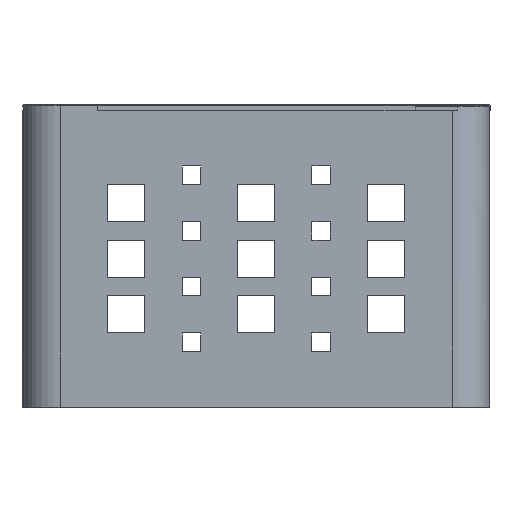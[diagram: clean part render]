
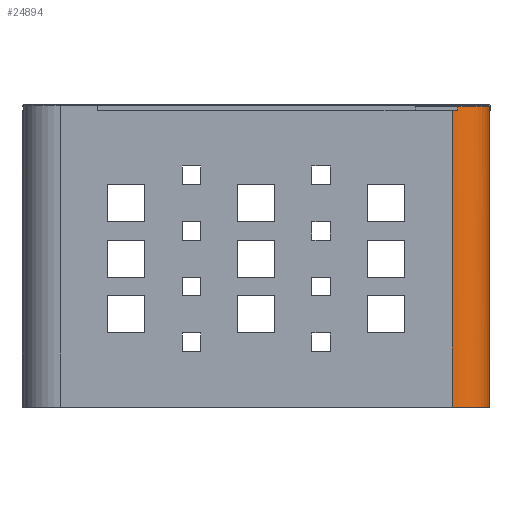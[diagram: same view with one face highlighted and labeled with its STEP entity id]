
A CAD part, front view. The second image highlights one B-rep face of the part: STEP entity #24894.
In plain terms, the highlighted cylindrical face has radius 10 mm (diameter 20 mm), a partial arc.
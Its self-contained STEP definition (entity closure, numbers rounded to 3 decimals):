
#25=CIRCLE('',#26055,10.);
#26=CIRCLE('',#26056,10.);
#27=CIRCLE('',#26057,10.);
#31=CYLINDRICAL_SURFACE('',#26054,10.);
#365=FACE_OUTER_BOUND('',#1554,.T.);
#1554=EDGE_LOOP('',(#16750,#16751,#16752,#16753,#16754,#16755));
#3321=LINE('',#33869,#6998);
#3322=LINE('',#33873,#6999);
#3323=LINE('',#33876,#7000);
#6998=VECTOR('',#27578,10.);
#6999=VECTOR('',#27581,10.);
#7000=VECTOR('',#27584,10.);
#10640=VERTEX_POINT('',#33865);
#10641=VERTEX_POINT('',#33866);
#10642=VERTEX_POINT('',#33868);
#10643=VERTEX_POINT('',#33870);
#10644=VERTEX_POINT('',#33872);
#10645=VERTEX_POINT('',#33874);
#13053=EDGE_CURVE('',#10640,#10641,#25,.T.);
#13054=EDGE_CURVE('',#10641,#10642,#3321,.T.);
#13055=EDGE_CURVE('',#10642,#10643,#26,.T.);
#13056=EDGE_CURVE('',#10643,#10644,#3322,.T.);
#13057=EDGE_CURVE('',#10644,#10645,#27,.T.);
#13058=EDGE_CURVE('',#10645,#10640,#3323,.T.);
#16750=ORIENTED_EDGE('',*,*,#13053,.T.);
#16751=ORIENTED_EDGE('',*,*,#13054,.T.);
#16752=ORIENTED_EDGE('',*,*,#13055,.T.);
#16753=ORIENTED_EDGE('',*,*,#13056,.T.);
#16754=ORIENTED_EDGE('',*,*,#13057,.T.);
#16755=ORIENTED_EDGE('',*,*,#13058,.T.);
#24894=ADVANCED_FACE('',(#365),#31,.T.);
#26054=AXIS2_PLACEMENT_3D('',#33864,#27574,#27575);
#26055=AXIS2_PLACEMENT_3D('',#33867,#27576,#27577);
#26056=AXIS2_PLACEMENT_3D('',#33871,#27579,#27580);
#26057=AXIS2_PLACEMENT_3D('',#33875,#27582,#27583);
#27574=DIRECTION('center_axis',(0.,0.,-1.));
#27575=DIRECTION('ref_axis',(0.707,-0.707,0.));
#27576=DIRECTION('center_axis',(0.,0.,1.));
#27577=DIRECTION('ref_axis',(0.707,-0.707,0.));
#27578=DIRECTION('',(0.,0.,1.));
#27579=DIRECTION('center_axis',(0.,0.,-1.));
#27580=DIRECTION('ref_axis',(0.707,-0.707,0.));
#27581=DIRECTION('',(0.,0.,-1.));
#27582=DIRECTION('center_axis',(0.,0.,-1.));
#27583=DIRECTION('ref_axis',(0.707,-0.707,0.));
#27584=DIRECTION('',(0.,0.,-1.));
#33864=CARTESIAN_POINT('Origin',(52.795,-117.795,80.));
#33865=CARTESIAN_POINT('',(52.795,-127.795,0.));
#33866=CARTESIAN_POINT('',(62.795,-117.795,0.));
#33867=CARTESIAN_POINT('Origin',(52.795,-117.795,0.));
#33868=CARTESIAN_POINT('',(62.795,-117.795,81.036));
#33869=CARTESIAN_POINT('',(62.795,-117.795,80.));
#33870=CARTESIAN_POINT('',(54.226,-127.692,81.036));
#33871=CARTESIAN_POINT('Origin',(52.795,-117.795,81.036));
#33872=CARTESIAN_POINT('',(54.226,-127.692,80.));
#33873=CARTESIAN_POINT('',(54.226,-127.692,80.));
#33874=CARTESIAN_POINT('',(52.795,-127.795,80.));
#33875=CARTESIAN_POINT('Origin',(52.795,-117.795,80.));
#33876=CARTESIAN_POINT('',(52.795,-127.795,80.));
